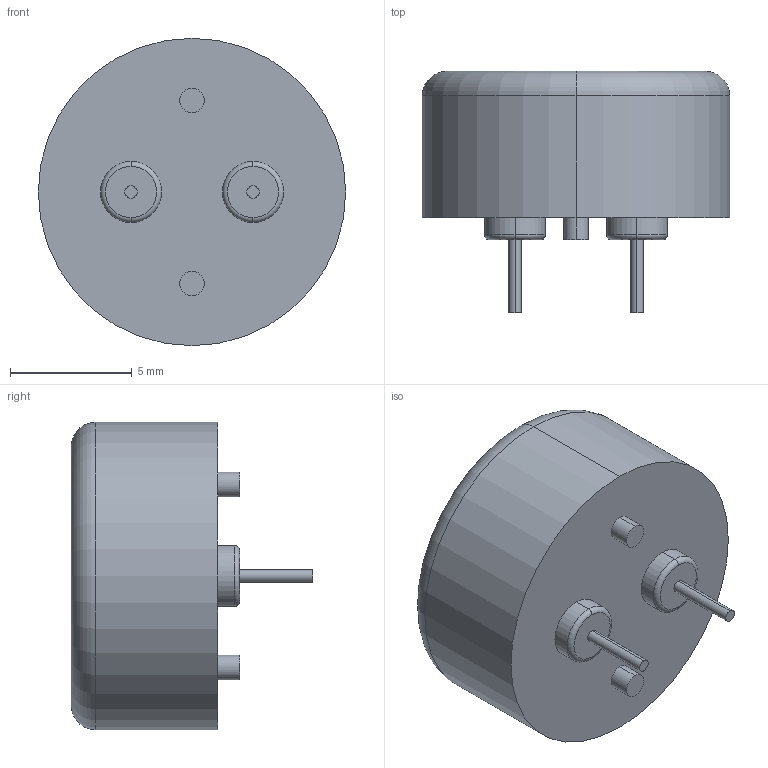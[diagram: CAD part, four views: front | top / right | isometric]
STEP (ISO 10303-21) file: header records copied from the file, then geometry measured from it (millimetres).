
FILE_DESCRIPTION (( 'STEP AP214' ), '1' );
FILE_NAME ('PKM13E.STEP', '2022-10-14T10:08:45', ( '' ), ( '' ), 'SwSTEP 2.0', 'SolidWorks 2017', '' );
FILE_SCHEMA (( 'AUTOMOTIVE_DESIGN' ));
Length unit declared in the file: millimetre
Products named in the file (1): PKM13E
Bounding box: 12.6 x 9.9 x 12.6 mm (x, y, z)
Volume: 748.8 mm3; surface area: 502.8 mm2
Topology: 1 solids, 1 shells, 31 faces, 60 edges, 38 vertices
Faces by surface type: cylinder 16, plane 9, torus 6
Entity records: 910 total; most frequent: DIRECTION 168, CARTESIAN_POINT 130, ORIENTED_EDGE 120, AXIS2_PLACEMENT_3D 76, EDGE_CURVE 60, CIRCLE 44, VERTEX_POINT 38, EDGE_LOOP 38
